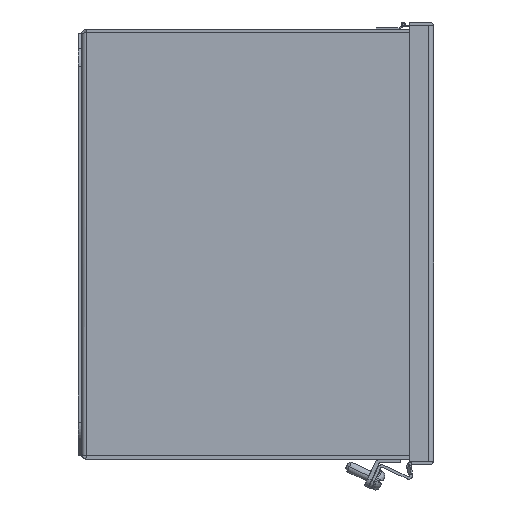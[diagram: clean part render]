
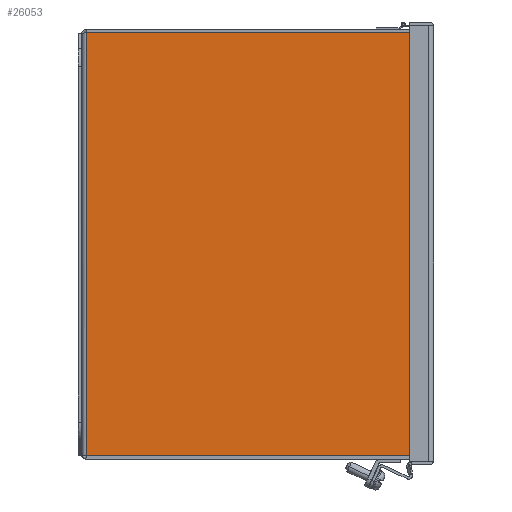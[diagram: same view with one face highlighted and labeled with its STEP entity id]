
A CAD part, front view. The second image highlights one B-rep face of the part: STEP entity #26053.
In plain terms, the highlighted face is planar.
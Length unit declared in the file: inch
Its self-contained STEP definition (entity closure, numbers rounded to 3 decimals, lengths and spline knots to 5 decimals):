
#23 = AXIS2_PLACEMENT_3D ( 'NONE', #3476, #22755, #13059 ) ;
#85 = EDGE_CURVE ( 'NONE', #27125, #30588, #30646, .T. ) ;
#821 = EDGE_LOOP ( 'NONE', ( #17640, #1768, #21934, #34968, #16286, #29509 ) ) ;
#1768 = ORIENTED_EDGE ( 'NONE', *, *, #85, .F. ) ;
#3476 = CARTESIAN_POINT ( 'NONE',  ( 4.67789, -7.81545, -6. ) ) ;
#3513 = EDGE_CURVE ( 'NONE', #20607, #27125, #22683, .T. ) ;
#4707 = CARTESIAN_POINT ( 'NONE',  ( -4.67789, -7.81545, -6. ) ) ;
#5923 = DIRECTION ( 'NONE',  ( -1., 0., 0. ) ) ;
#7156 = VERTEX_POINT ( 'NONE', #12704 ) ;
#7852 = DIRECTION ( 'NONE',  ( 0., -1., 0. ) ) ;
#10058 = VECTOR ( 'NONE', #21746, 39.37008 ) ;
#10085 = CARTESIAN_POINT ( 'NONE',  ( 4.92789, -0.108, -6. ) ) ;
#12704 = CARTESIAN_POINT ( 'NONE',  ( -4.92789, -0.108, -6. ) ) ;
#12956 = VECTOR ( 'NONE', #5923, 39.37008 ) ;
#13059 = DIRECTION ( 'NONE',  ( 1., 0., 0. ) ) ;
#14975 = CARTESIAN_POINT ( 'NONE',  ( 4.892, -0.108, -6. ) ) ;
#15600 = FACE_OUTER_BOUND ( 'NONE', #821, .T. ) ;
#15776 = VECTOR ( 'NONE', #25640, 39.37008 ) ;
#16286 = ORIENTED_EDGE ( 'NONE', *, *, #31913, .F. ) ;
#17196 = CARTESIAN_POINT ( 'NONE',  ( 4.92789, -7.81545, -6. ) ) ;
#17640 = ORIENTED_EDGE ( 'NONE', *, *, #21312, .F. ) ;
#17763 = CARTESIAN_POINT ( 'NONE',  ( -34.406, -7.892, -6. ) ) ;
#20304 = PLANE ( 'NONE',  #34106 ) ;
#20516 = LINE ( 'NONE', #21880, #10058 ) ;
#20607 = VERTEX_POINT ( 'NONE', #30468 ) ;
#21312 = EDGE_CURVE ( 'NONE', #30588, #39954, #40127, .T. ) ;
#21746 = DIRECTION ( 'NONE',  ( 0., -1., 0. ) ) ;
#21880 = CARTESIAN_POINT ( 'NONE',  ( -4.92789, 0., -6. ) ) ;
#21934 = ORIENTED_EDGE ( 'NONE', *, *, #3513, .F. ) ;
#21991 = AXIS2_PLACEMENT_3D ( 'NONE', #4707, #26938, #7852 ) ;
#22683 = CIRCLE ( 'NONE', #21991, 0.25 ) ;
#22755 = DIRECTION ( 'NONE',  ( 0., 0., 1. ) ) ;
#24100 = CARTESIAN_POINT ( 'NONE',  ( -4.91588, -7.892, -6. ) ) ;
#24912 = LINE ( 'NONE', #14975, #12956 ) ;
#25330 = EDGE_CURVE ( 'NONE', #39954, #29943, #28656, .T. ) ;
#25640 = DIRECTION ( 'NONE',  ( 0., 1., 0. ) ) ;
#26024 = CARTESIAN_POINT ( 'NONE',  ( 4.91588, -7.892, -6. ) ) ;
#26053 = ADVANCED_FACE ( 'NONE', ( #15600 ), #20304, .F. ) ;
#26938 = DIRECTION ( 'NONE',  ( 0., 0., 1. ) ) ;
#27125 = VERTEX_POINT ( 'NONE', #24100 ) ;
#28656 = LINE ( 'NONE', #35340, #15776 ) ;
#29509 = ORIENTED_EDGE ( 'NONE', *, *, #25330, .F. ) ;
#29943 = VERTEX_POINT ( 'NONE', #10085 ) ;
#30259 = EDGE_CURVE ( 'NONE', #7156, #20607, #20516, .T. ) ;
#30468 = CARTESIAN_POINT ( 'NONE',  ( -4.92789, -7.81545, -6. ) ) ;
#30588 = VERTEX_POINT ( 'NONE', #26024 ) ;
#30646 = LINE ( 'NONE', #17763, #31149 ) ;
#31149 = VECTOR ( 'NONE', #37261, 39.37008 ) ;
#31913 = EDGE_CURVE ( 'NONE', #29943, #7156, #24912, .T. ) ;
#33030 = DIRECTION ( 'NONE',  ( 1., 0., 0. ) ) ;
#34106 = AXIS2_PLACEMENT_3D ( 'NONE', #35829, #35570, #33030 ) ;
#34968 = ORIENTED_EDGE ( 'NONE', *, *, #30259, .F. ) ;
#35340 = CARTESIAN_POINT ( 'NONE',  ( 4.92789, 0., -6. ) ) ;
#35570 = DIRECTION ( 'NONE',  ( 0., 0., 1. ) ) ;
#35829 = CARTESIAN_POINT ( 'NONE',  ( -34.406, 0., -6. ) ) ;
#37261 = DIRECTION ( 'NONE',  ( 1., 0., 0. ) ) ;
#39954 = VERTEX_POINT ( 'NONE', #17196 ) ;
#40127 = CIRCLE ( 'NONE', #23, 0.25 ) ;
